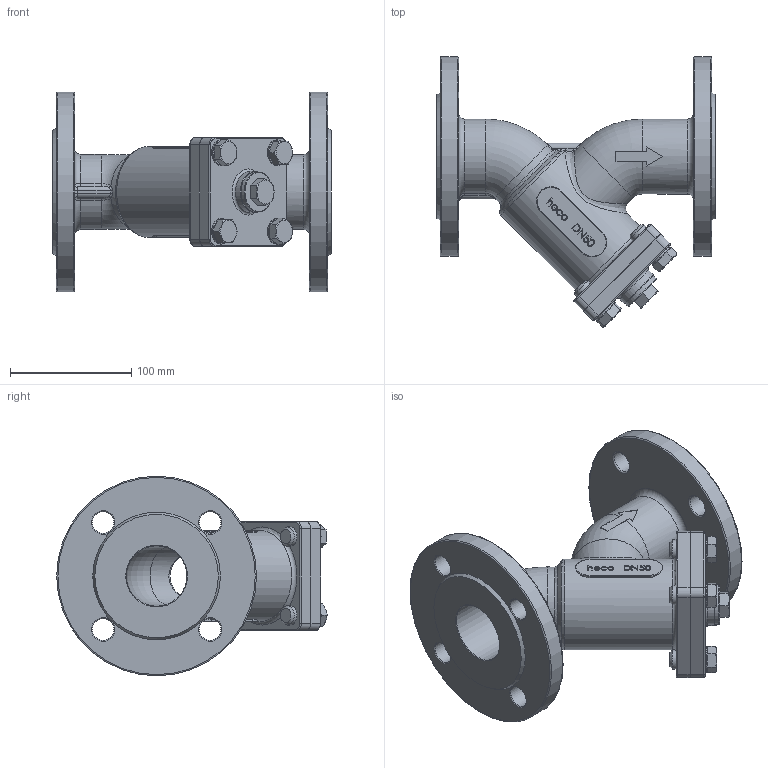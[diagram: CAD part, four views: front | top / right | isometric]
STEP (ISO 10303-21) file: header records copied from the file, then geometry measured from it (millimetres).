
FILE_DESCRIPTION (( 'STEP AP214' ), '1' );
FILE_NAME ('SFFL-050 Schmutzfänger mit Flansch 2009.STEP', '2020-09-17T12:06:15', ( '' ), ( '' ), 'SwSTEP 2.0', 'SolidWorks 2019', '' );
FILE_SCHEMA (( 'AUTOMOTIVE_DESIGN' ));
Length unit declared in the file: millimetre
Products named in the file (1): SFFL-050 Schmutzfänger mit Flansch 2009
Bounding box: 230 x 223.5 x 165 mm (x, y, z)
Volume: 1172140.7 mm3; surface area: 218214.9 mm2
Topology: 1 solids, 1 shells, 554 faces, 1386 edges, 868 vertices
Faces by surface type: plane 250, bspline 165, cylinder 65, torus 43, cone 31
Full cylindrical faces by diameter (mm): 16 x4, 18 x8, 21 x4, 33 x1, 34 x1, 50 x4, 62 x1, 75 x1, 165 x2
Entity records: 28048 total; most frequent: CARTESIAN_POINT 14161, ORIENTED_EDGE 2542, DIRECTION 1923, EDGE_CURVE 1271, VERTEX_POINT 832, EDGE_LOOP 685, AXIS2_PLACEMENT_3D 652, VECTOR 619
